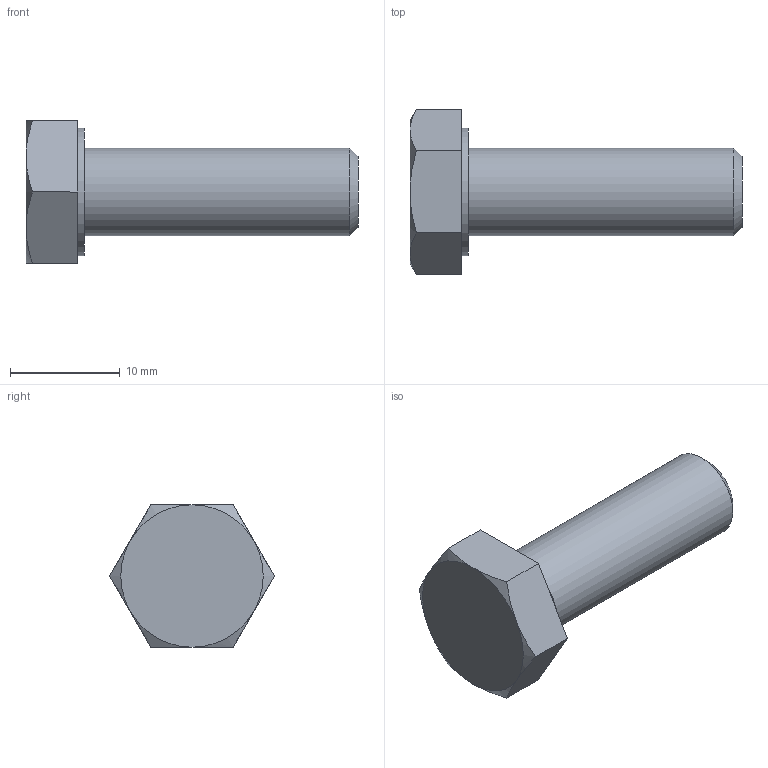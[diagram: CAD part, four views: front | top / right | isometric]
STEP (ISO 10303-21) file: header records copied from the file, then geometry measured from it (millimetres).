
FILE_DESCRIPTION(/* description */ (''),/* implementation_level */ '2;1');
FILE_NAME(/* name */ '02_Bulong.stp',/* time_stamp */ '2024-12-15T00:09:39+07:00',/* author */ ('hongquan'),/* organization */ (''),/* preprocessor_version */ 'ST-DEVELOPER v20',/* originating_system */ 'Autodesk Inventor 2025',/* authorisation */ '');
FILE_SCHEMA (('AUTOMOTIVE_DESIGN { 1 0 10303 214 3 1 1 }'));
Length unit declared in the file: millimetre
Products named in the file (2): 2_Bulong; ISO 4017 - M8 x 25
Assembly tree (1 placements, depth 2):
  2_Bulong
    ISO 4017 - M8 x 25
Bounding box: 30.3 x 15.01 x 13 mm (x, y, z)
Volume: 1999 mm3; surface area: 1135.7 mm2
Topology: 1 solids, 1 shells, 19 faces, 39 edges, 24 vertices
Faces by surface type: plane 10, cone 7, cylinder 2
Full cylindrical faces by diameter (mm): 8 x1, 11.63 x1
Entity records: 554 total; most frequent: CARTESIAN_POINT 109, DIRECTION 83, ORIENTED_EDGE 78, EDGE_CURVE 39, AXIS2_PLACEMENT_3D 34, VERTEX_POINT 24, EDGE_LOOP 21, FACE_OUTER_BOUND 19
